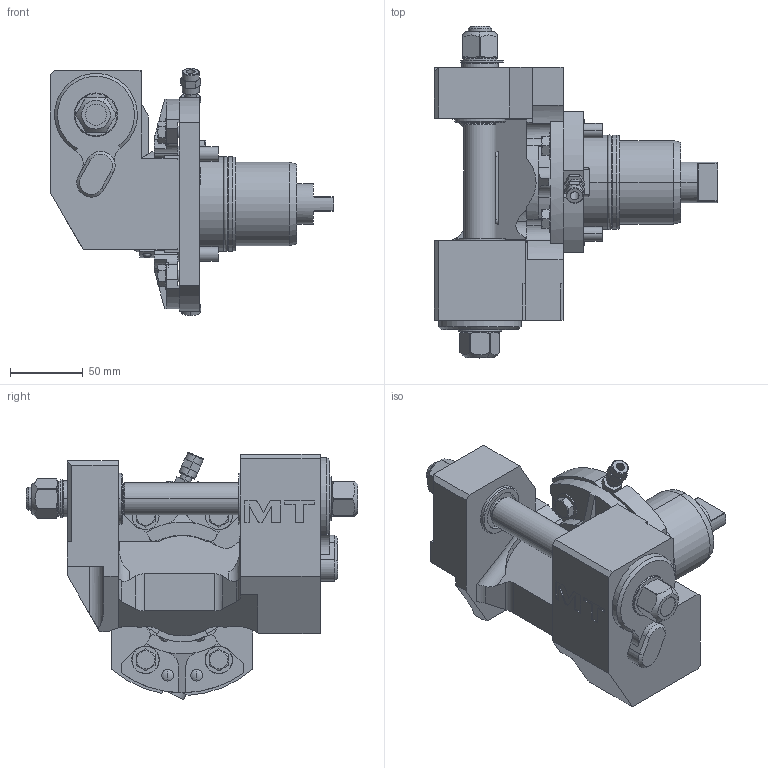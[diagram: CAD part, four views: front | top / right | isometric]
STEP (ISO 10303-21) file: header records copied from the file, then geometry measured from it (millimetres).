
FILE_DESCRIPTION((''),'2;1');
FILE_NAME('NKM0332100_CONF','2023-03-08T09:59:44',('sterribile'),('M.T. srl'),'CREO PARAMETRIC BY PTC INC, 2021072','CREO PARAMETRIC BY PTC INC, 2021072','');
FILE_SCHEMA(('CONFIG_CONTROL_DESIGN'));
Length unit declared in the file: millimetre
Products named in the file (1): NKM0332100_CONF
Bounding box: 195.22 x 228.5 x 170.21 mm (x, y, z)
Volume: 1480017.7 mm3; surface area: 155200 mm2
Topology: 1 solids, 1 shells, 564 faces, 1469 edges, 946 vertices
Faces by surface type: plane 253, cylinder 222, cone 57, torus 18, bspline 8, sphere 4, extrusion 2
Entity records: 19816 total; most frequent: CARTESIAN_POINT 5626, DIRECTION 3055, ORIENTED_EDGE 2930, EDGE_CURVE 1465, AXIS2_PLACEMENT_3D 1164, VERTEX_POINT 946, VECTOR 727, LINE 725
